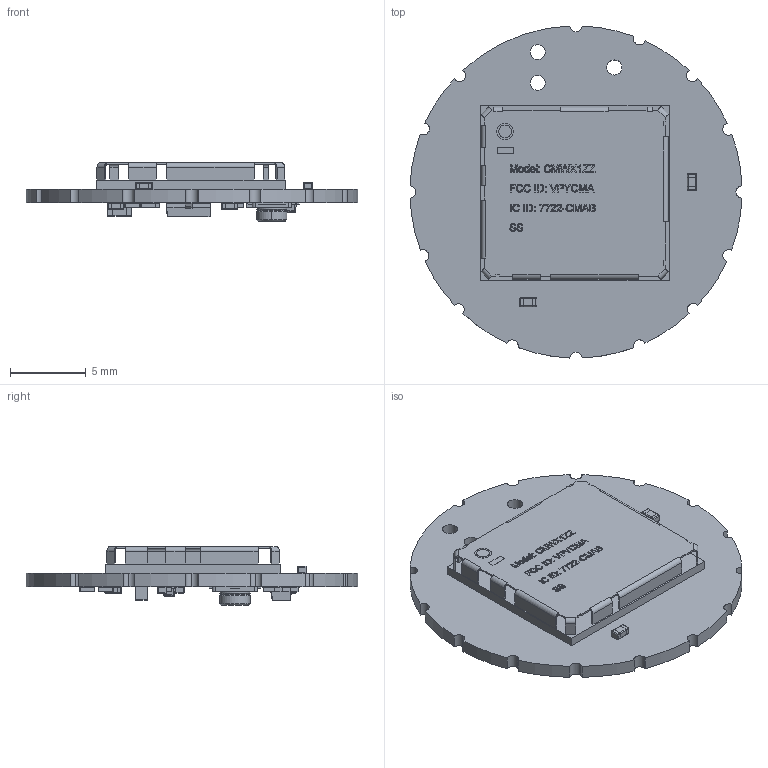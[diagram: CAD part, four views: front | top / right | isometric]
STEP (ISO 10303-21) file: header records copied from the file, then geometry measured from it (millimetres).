
FILE_DESCRIPTION(('Open CASCADE Model'),'2;1');
FILE_NAME('Open CASCADE Shape Model','2019-05-24T09:39:16',('Author'),( 'Open CASCADE'),'Open CASCADE STEP processor 6.8','Open CASCADE 6.8' ,'Unknown');
FILE_SCHEMA(('AUTOMOTIVE_DESIGN { 1 0 10303 214 1 1 1 1 }'));
Length unit declared in the file: millimetre
Products named in the file (69): PCB; Board; Open CASCADE STEP translator 6.8 7.1.1; Open CASCADE STEP translator 6.8 7.1.1.1; R3; 6283792032; Mid_Body; Terminal; Open_CASCADE_STEP_translator_6.8_3.2.1; Mark; D1; LED_SMD_0603; 6733507904; Extruded; R5; C1; 6283788752; Open_CASCADE_STEP_translator_6.8_4.1.1; Open_CASCADE_STEP_translator_6.8_4.1.2; Open_CASCADE_STEP_translator_6.8_4.2.1; T1; 3-lead_sot23-3; R7; 6575752432; R6; 6283791952; R4; CON2; SW3dPS-UFL-R-SMD; SW3dPS-UFL-R-SMD_Part_525; SW3dPS-UFL-R-SMD_Part_540; SW3dPS-UFL-R-SMD_Part_739; SW3dPS-UFL-R-SMD_Part_555; SW3dPS-UFL-R-SMD_Part_578; SW3dPS-UFL-R-SMD_Part_562; C11; 6283798352; C9; C6; C5 ...
Assembly tree (79 placements, depth 5):
  PCB
    Board
      Open CASCADE STEP translator 6.8 7.1.1
        Open CASCADE STEP translator 6.8 7.1.1.1
    R3
      6283792032
        Mid_Body
        Terminal  x2
          Open_CASCADE_STEP_translator_6.8_3.2.1
        Mark
    D1
      LED_SMD_0603
      6733507904
        Extruded
    R5
      6283792032
        Mid_Body
        Terminal  x2
          Open_CASCADE_STEP_translator_6.8_3.2.1
        Mark
    C1
      6283788752
        Terminal
          Open_CASCADE_STEP_translator_6.8_4.1.1
          Open_CASCADE_STEP_translator_6.8_4.1.2
        Mid_Body
          Open_CASCADE_STEP_translator_6.8_4.2.1
    T1
      3-lead_sot23-3
    R7
      6575752432
        Mid_Body
        Terminal  x2
          Open_CASCADE_STEP_translator_6.8_3.2.1
        Mark
    R6
      6283791952
        Mid_Body
        Terminal  x2
          Open_CASCADE_STEP_translator_6.8_3.2.1
        Mark
    R4
      6283792032
        Mid_Body
        Terminal  x2
          Open_CASCADE_STEP_translator_6.8_3.2.1
        Mark
    CON2
      SW3dPS-UFL-R-SMD
        SW3dPS-UFL-R-SMD_Part_525
        SW3dPS-UFL-R-SMD_Part_540
        SW3dPS-UFL-R-SMD_Part_739
        SW3dPS-UFL-R-SMD_Part_555
        SW3dPS-UFL-R-SMD_Part_578
        SW3dPS-UFL-R-SMD_Part_562
    C11
      6283798352
        Terminal
          Open_CASCADE_STEP_translator_6.8_4.1.1
          Open_CASCADE_STEP_translator_6.8_4.1.2
Bounding box: 21.99 x 21.99 x 3.9 mm (x, y, z)
Volume: 448.1 mm3; surface area: 1602.1 mm2
Topology: 59 solids, 60 shells, 1470 faces, 3580 edges, 2228 vertices
Faces by surface type: plane 928, cylinder 271, bspline 207, sphere 56, cone 8
Full cylindrical faces by diameter (mm): 0.995 x3
Entity records: 50627 total; most frequent: CARTESIAN_POINT 18000, ORIENTED_EDGE 5640, DIRECTION 4833, EDGE_CURVE 2820, LINE 2039, VECTOR 2039, VERTEX_POINT 1796, AXIS2_PLACEMENT_3D 1397
